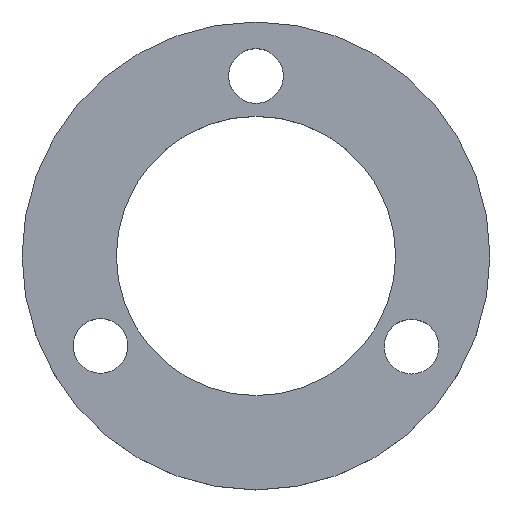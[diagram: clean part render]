
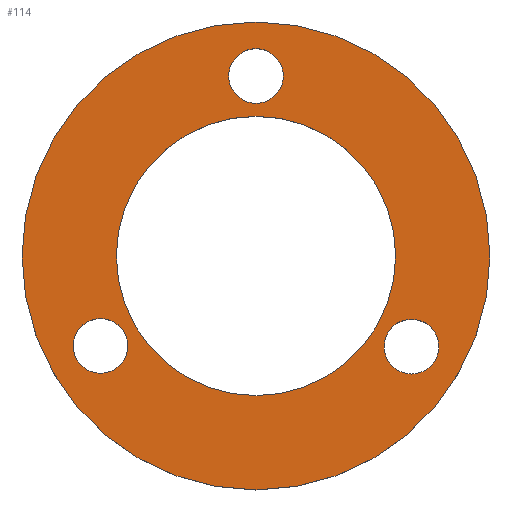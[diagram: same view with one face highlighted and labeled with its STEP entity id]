
A CAD part, top view. The second image highlights one B-rep face of the part: STEP entity #114.
In plain terms, the highlighted planar face has unit normal (0, 0, 1).
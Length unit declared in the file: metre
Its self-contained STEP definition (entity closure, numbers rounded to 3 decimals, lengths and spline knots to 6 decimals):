
#12=PLANE('',#144);
#24=ORIENTED_EDGE('',*,*,#40,.F.);
#25=ORIENTED_EDGE('',*,*,#38,.F.);
#26=ORIENTED_EDGE('',*,*,#36,.F.);
#27=ORIENTED_EDGE('',*,*,#34,.F.);
#28=ORIENTED_EDGE('',*,*,#42,.T.);
#34=EDGE_CURVE('',#44,#44,#54,.T.);
#36=EDGE_CURVE('',#46,#46,#56,.T.);
#38=EDGE_CURVE('',#48,#48,#58,.T.);
#40=EDGE_CURVE('',#50,#50,#60,.T.);
#42=EDGE_CURVE('',#52,#52,#62,.T.);
#44=VERTEX_POINT('',#185);
#46=VERTEX_POINT('',#190);
#48=VERTEX_POINT('',#195);
#50=VERTEX_POINT('',#200);
#52=VERTEX_POINT('',#205);
#54=CIRCLE('',#130,0.024638);
#56=CIRCLE('',#133,0.004826);
#58=CIRCLE('',#136,0.004826);
#60=CIRCLE('',#139,0.004826);
#62=CIRCLE('',#142,0.041275);
#74=EDGE_LOOP('',(#24));
#75=EDGE_LOOP('',(#25));
#76=EDGE_LOOP('',(#26));
#77=EDGE_LOOP('',(#27));
#78=EDGE_LOOP('',(#28));
#94=FACE_BOUND('',#74,.T.);
#95=FACE_BOUND('',#75,.T.);
#96=FACE_BOUND('',#76,.T.);
#97=FACE_BOUND('',#77,.T.);
#98=FACE_BOUND('',#78,.T.);
#114=ADVANCED_FACE('',(#94,#95,#96,#97,#98),#12,.T.);
#130=AXIS2_PLACEMENT_3D('',#184,#150,#151);
#133=AXIS2_PLACEMENT_3D('',#189,#156,#157);
#136=AXIS2_PLACEMENT_3D('',#194,#162,#163);
#139=AXIS2_PLACEMENT_3D('',#199,#168,#169);
#142=AXIS2_PLACEMENT_3D('',#204,#174,#175);
#144=AXIS2_PLACEMENT_3D('',#208,#178,#179);
#150=DIRECTION('',(0.,0.,1.));
#151=DIRECTION('',(1.,0.,0.));
#156=DIRECTION('',(0.,0.,1.));
#157=DIRECTION('',(1.,0.,0.));
#162=DIRECTION('',(0.,0.,1.));
#163=DIRECTION('',(1.,0.,0.));
#168=DIRECTION('',(0.,0.,1.));
#169=DIRECTION('',(1.,0.,0.));
#174=DIRECTION('',(0.,0.,1.));
#175=DIRECTION('',(1.,0.,0.));
#178=DIRECTION('',(0.,0.,1.));
#179=DIRECTION('',(1.,0.,0.));
#184=CARTESIAN_POINT('',(0.,0.,0.008128));
#185=CARTESIAN_POINT('',(0.024638,0.,0.008128));
#189=CARTESIAN_POINT('',(0.,0.03175,0.008128));
#190=CARTESIAN_POINT('',(0.004826,0.03175,0.008128));
#194=CARTESIAN_POINT('',(-0.027432,-0.015875,0.008128));
#195=CARTESIAN_POINT('',(-0.022606,-0.015875,0.008128));
#199=CARTESIAN_POINT('',(0.027432,-0.016002,0.008128));
#200=CARTESIAN_POINT('',(0.032258,-0.016002,0.008128));
#204=CARTESIAN_POINT('',(0.,0.,0.008128));
#205=CARTESIAN_POINT('',(0.041275,0.,0.008128));
#208=CARTESIAN_POINT('',(0.,0.,0.008128));
